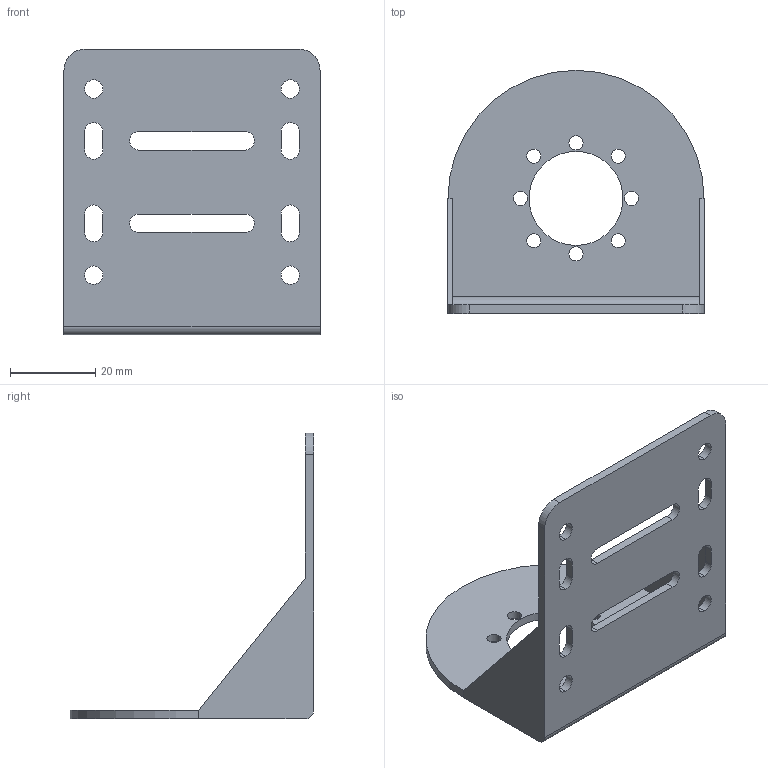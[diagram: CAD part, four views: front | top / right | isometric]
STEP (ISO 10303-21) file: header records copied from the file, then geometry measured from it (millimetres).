
FILE_DESCRIPTION (( 'STEP AP203' ), '1' );
FILE_NAME ('Universal Bracket For Planetary DC Geared Motor (Bend).STEP', '2020-05-27T09:02:18', ( '' ), ( '' ), 'SwSTEP 2.0', 'SolidWorks 2020', '' );
FILE_SCHEMA (( 'CONFIG_CONTROL_DESIGN' ));
Length unit declared in the file: millimetre
Products named in the file (1): Universal Bracket For Planetary DC Geared Motor (Bend)
Bounding box: 60 x 57 x 66.93 mm (x, y, z)
Volume: 12844.5 mm3; surface area: 14994 mm2
Topology: 1 solids, 1 shells, 70 faces, 202 edges, 134 vertices
Faces by surface type: cylinder 47, plane 23
Entity records: 2497 total; most frequent: DIRECTION 438, CARTESIAN_POINT 407, ORIENTED_EDGE 404, EDGE_CURVE 202, AXIS2_PLACEMENT_3D 165, VERTEX_POINT 134, EDGE_LOOP 108, LINE 108
